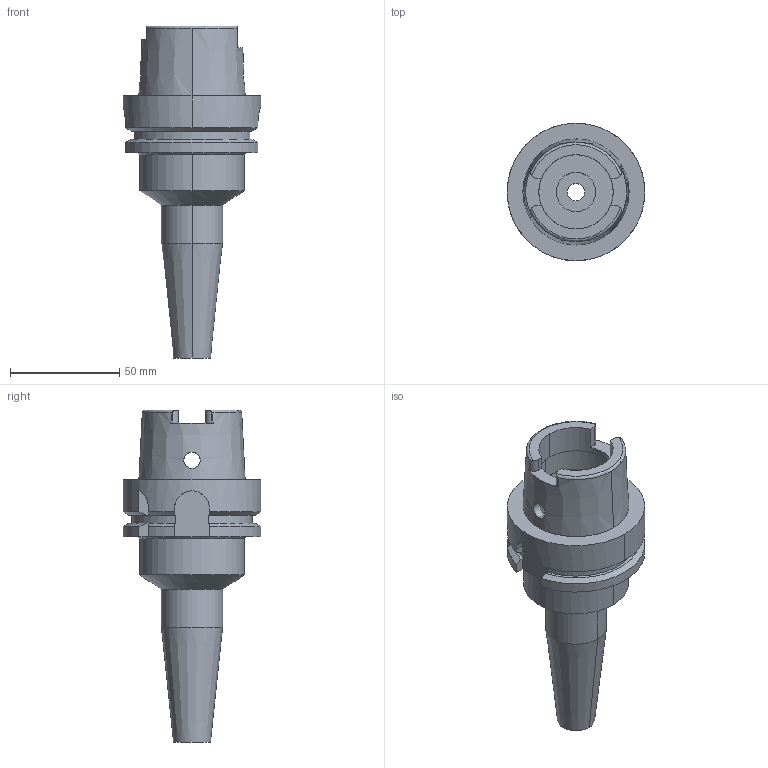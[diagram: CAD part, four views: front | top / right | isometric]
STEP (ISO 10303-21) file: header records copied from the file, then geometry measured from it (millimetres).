
FILE_DESCRIPTION((''),'2;1');
FILE_NAME('HSK-A63-HDC8S-120','2017-12-06T',('ykawabe'),(''),'CREO PARAMETRIC BY PTC INC, 2016380','CREO PARAMETRIC BY PTC INC, 2016380','');
FILE_SCHEMA(('AUTOMOTIVE_DESIGN { 1 0 10303 214 1 1 1 1 }'));
Length unit declared in the file: millimetre
Products named in the file (1): HSK-A63-HDC8S-120
Bounding box: 63 x 63 x 152 mm (x, y, z)
Volume: 147919.1 mm3; surface area: 32458.4 mm2
Topology: 1 solids, 1 shells, 97 faces, 271 edges, 179 vertices
Faces by surface type: cylinder 39, plane 38, cone 16, torus 4
Entity records: 4398 total; most frequent: CARTESIAN_POINT 846, DIRECTION 544, ORIENTED_EDGE 542, PRESENTATION_STYLE_ASSIGNMENT 276, STYLED_ITEM 276, CURVE_STYLE 275, EDGE_CURVE 271, AXIS2_PLACEMENT_3D 211
